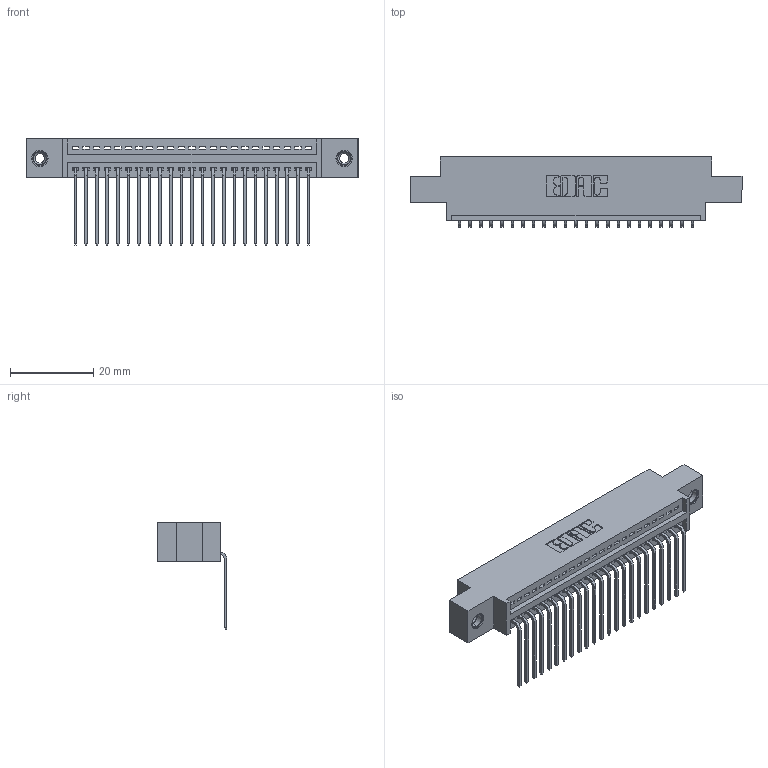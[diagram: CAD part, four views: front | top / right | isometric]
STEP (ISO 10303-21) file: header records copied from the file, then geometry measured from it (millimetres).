
FILE_DESCRIPTION (( 'STEP AP203' ), '1' );
FILE_NAME ('345-023-559-608.STEP', '2018-08-21T04:12:15', ( '' ), ( '' ), 'SwSTEP 2.0', 'SolidWorks 2016', '' );
FILE_SCHEMA (( 'CONFIG_CONTROL_DESIGN' ));
Length unit declared in the file: inch
Products named in the file (4): 345 Part_0.170 Offset - 0.156 Dia-TI; 345-292-001_558 559 Tail - 1; 345-250-001_345-250-003-102; 345-023-559-608
Assembly tree (26 placements, depth 2):
  345-023-559-608
    345 Part_0.170 Offset - 0.156 Dia-TI
    345-292-001_558 559 Tail - 1  x23
    345-250-001_345-250-003-102  x2
Bounding box: 79.63 x 16.75 x 25.53 mm (x, y, z)
Volume: 7364.3 mm3; surface area: 10124.3 mm2
Topology: 26 solids, 26 shells, 1570 faces, 4675 edges, 3078 vertices
Faces by surface type: plane 1082, cylinder 472, cone 12, torus 4
Entity records: 21270 total; most frequent: CARTESIAN_POINT 3668, ORIENTED_EDGE 3618, DIRECTION 3257, EDGE_CURVE 1809, VECTOR 1565, LINE 1565, VERTEX_POINT 1200, AXIS2_PLACEMENT_3D 846
